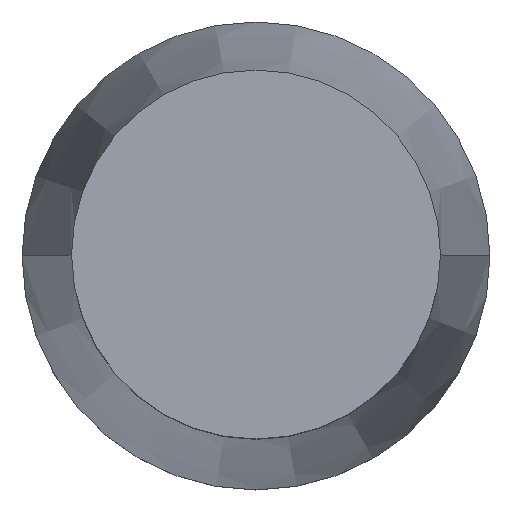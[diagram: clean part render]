
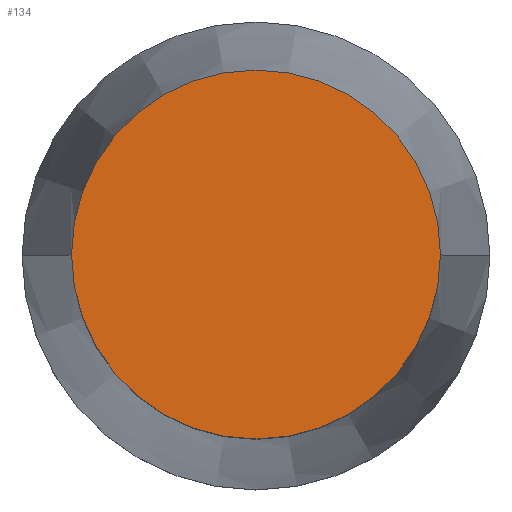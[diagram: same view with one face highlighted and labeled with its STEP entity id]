
A CAD part, top view. The second image highlights one B-rep face of the part: STEP entity #134.
In plain terms, the highlighted planar face has unit normal (0, 0, 1).
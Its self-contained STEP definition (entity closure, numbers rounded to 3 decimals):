
#10 = ORIENTED_EDGE ( 'NONE', *, *, #499, .T. ) ;
#34 = EDGE_CURVE ( 'NONE', #412, #72, #333, .T. ) ;
#72 = VERTEX_POINT ( 'NONE', #315 ) ;
#134 = ADVANCED_FACE ( 'NONE', ( #240 ), #183, .F. ) ;
#147 = AXIS2_PLACEMENT_3D ( 'NONE', #256, #323, #596 ) ;
#162 = CIRCLE ( 'NONE', #701, 10.25 ) ;
#183 = PLANE ( 'NONE',  #147 ) ;
#229 = DIRECTION ( 'NONE',  ( 1., 0., 0. ) ) ;
#240 = FACE_OUTER_BOUND ( 'NONE', #327, .T. ) ;
#256 = CARTESIAN_POINT ( 'NONE',  ( 0., 0., 0. ) ) ;
#315 = CARTESIAN_POINT ( 'NONE',  ( -10.25, 0., 0. ) ) ;
#323 = DIRECTION ( 'NONE',  ( 0., 0., -1. ) ) ;
#327 = EDGE_LOOP ( 'NONE', ( #723, #10 ) ) ;
#333 = CIRCLE ( 'NONE', #423, 10.25 ) ;
#336 = DIRECTION ( 'NONE',  ( 0., 0., 1. ) ) ;
#337 = CARTESIAN_POINT ( 'NONE',  ( 10.25, 0., 0. ) ) ;
#412 = VERTEX_POINT ( 'NONE', #337 ) ;
#423 = AXIS2_PLACEMENT_3D ( 'NONE', #725, #336, #229 ) ;
#457 = CARTESIAN_POINT ( 'NONE',  ( 0., 0., 0. ) ) ;
#461 = DIRECTION ( 'NONE',  ( 1., 0., 0. ) ) ;
#499 = EDGE_CURVE ( 'NONE', #72, #412, #162, .T. ) ;
#596 = DIRECTION ( 'NONE',  ( -1., 0., 0. ) ) ;
#615 = DIRECTION ( 'NONE',  ( 0., 0., 1. ) ) ;
#701 = AXIS2_PLACEMENT_3D ( 'NONE', #457, #615, #461 ) ;
#723 = ORIENTED_EDGE ( 'NONE', *, *, #34, .T. ) ;
#725 = CARTESIAN_POINT ( 'NONE',  ( 0., 0., 0. ) ) ;
